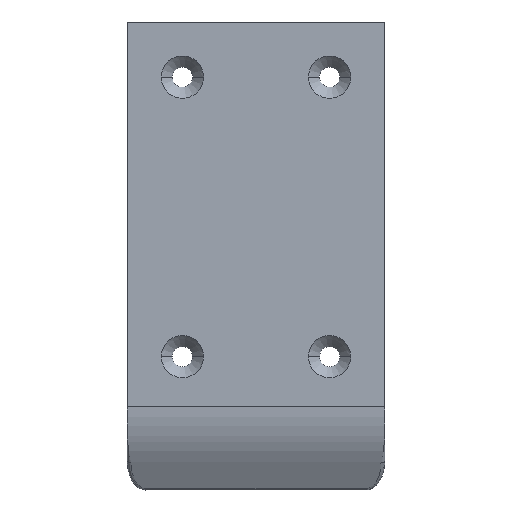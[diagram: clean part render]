
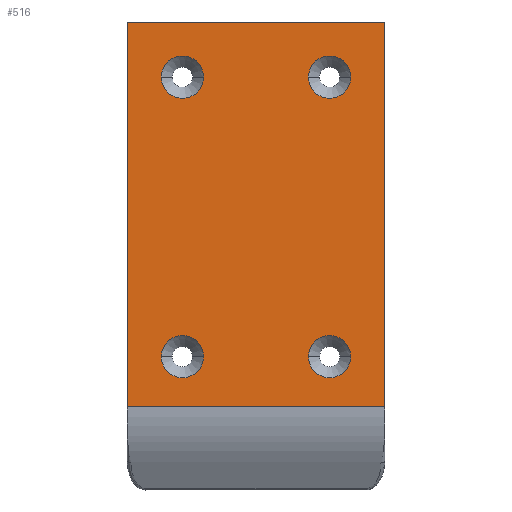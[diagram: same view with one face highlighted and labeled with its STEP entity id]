
A CAD part, front view. The second image highlights one B-rep face of the part: STEP entity #516.
In plain terms, the highlighted planar face has unit normal (0, -1, 0).
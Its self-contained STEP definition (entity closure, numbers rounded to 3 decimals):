
#1=DIRECTION('',(1.,0.,0.));
#2=VECTOR('',#1,70.);
#3=CARTESIAN_POINT('',(-35.,0.,-39.641));
#4=LINE('',#3,#2);
#5=DIRECTION('',(0.,0.,1.));
#6=VECTOR('',#5,104.641);
#7=CARTESIAN_POINT('',(-35.,0.,-39.641));
#8=LINE('',#7,#6);
#9=DIRECTION('',(1.,0.,0.));
#10=VECTOR('',#9,70.);
#11=CARTESIAN_POINT('',(-35.,0.,65.));
#12=LINE('',#11,#10);
#13=DIRECTION('',(0.,0.,-1.));
#14=VECTOR('',#13,104.641);
#15=CARTESIAN_POINT('',(35.,0.,65.));
#16=LINE('',#15,#14);
#17=CARTESIAN_POINT('',(20.,0.,-26.));
#18=DIRECTION('',(0.,-1.,0.));
#19=DIRECTION('',(-1.,0.,0.));
#20=AXIS2_PLACEMENT_3D('',#17,#18,#19);
#22=CARTESIAN_POINT('',(20.,0.,-26.));
#23=DIRECTION('',(0.,-1.,0.));
#24=DIRECTION('',(1.,0.,0.));
#25=AXIS2_PLACEMENT_3D('',#22,#23,#24);
#27=CARTESIAN_POINT('',(20.,0.,50.));
#28=DIRECTION('',(0.,-1.,0.));
#29=DIRECTION('',(-1.,0.,0.));
#30=AXIS2_PLACEMENT_3D('',#27,#28,#29);
#32=CARTESIAN_POINT('',(20.,0.,50.));
#33=DIRECTION('',(0.,-1.,0.));
#34=DIRECTION('',(1.,0.,0.));
#35=AXIS2_PLACEMENT_3D('',#32,#33,#34);
#37=CARTESIAN_POINT('',(-20.,0.,-26.));
#38=DIRECTION('',(0.,-1.,0.));
#39=DIRECTION('',(-1.,0.,0.));
#40=AXIS2_PLACEMENT_3D('',#37,#38,#39);
#42=CARTESIAN_POINT('',(-20.,0.,-26.));
#43=DIRECTION('',(0.,-1.,0.));
#44=DIRECTION('',(1.,0.,0.));
#45=AXIS2_PLACEMENT_3D('',#42,#43,#44);
#47=CARTESIAN_POINT('',(-20.,0.,50.));
#48=DIRECTION('',(0.,-1.,0.));
#49=DIRECTION('',(-1.,0.,0.));
#50=AXIS2_PLACEMENT_3D('',#47,#48,#49);
#52=CARTESIAN_POINT('',(-20.,0.,50.));
#53=DIRECTION('',(0.,-1.,0.));
#54=DIRECTION('',(1.,0.,0.));
#55=AXIS2_PLACEMENT_3D('',#52,#53,#54);
#391=CARTESIAN_POINT('',(-35.,0.,65.));
#392=CARTESIAN_POINT('',(35.,0.,65.));
#393=VERTEX_POINT('',#391);
#394=VERTEX_POINT('',#392);
#403=CARTESIAN_POINT('',(35.,0.,-39.641));
#405=VERTEX_POINT('',#403);
#412=CARTESIAN_POINT('',(-35.,0.,-39.641));
#414=VERTEX_POINT('',#412);
#433=CARTESIAN_POINT('',(14.25,0.,-26.));
#434=CARTESIAN_POINT('',(25.75,0.,-26.));
#435=VERTEX_POINT('',#433);
#436=VERTEX_POINT('',#434);
#445=CARTESIAN_POINT('',(14.25,0.,50.));
#446=CARTESIAN_POINT('',(25.75,0.,50.));
#447=VERTEX_POINT('',#445);
#448=VERTEX_POINT('',#446);
#457=CARTESIAN_POINT('',(-25.75,0.,-26.));
#458=CARTESIAN_POINT('',(-14.25,0.,-26.));
#459=VERTEX_POINT('',#457);
#460=VERTEX_POINT('',#458);
#469=CARTESIAN_POINT('',(-25.75,0.,50.));
#470=CARTESIAN_POINT('',(-14.25,0.,50.));
#471=VERTEX_POINT('',#469);
#472=VERTEX_POINT('',#470);
#477=CARTESIAN_POINT('',(0.,0.,0.));
#478=DIRECTION('',(0.,1.,0.));
#479=DIRECTION('',(1.,0.,0.));
#480=AXIS2_PLACEMENT_3D('',#477,#478,#479);
#481=PLANE('',#480);
#483=ORIENTED_EDGE('',*,*,#482,.F.);
#485=ORIENTED_EDGE('',*,*,#484,.T.);
#487=ORIENTED_EDGE('',*,*,#486,.T.);
#489=ORIENTED_EDGE('',*,*,#488,.T.);
#490=EDGE_LOOP('',(#483,#485,#487,#489));
#491=FACE_OUTER_BOUND('',#490,.F.);
#493=ORIENTED_EDGE('',*,*,#492,.T.);
#495=ORIENTED_EDGE('',*,*,#494,.T.);
#496=EDGE_LOOP('',(#493,#495));
#497=FACE_BOUND('',#496,.F.);
#499=ORIENTED_EDGE('',*,*,#498,.T.);
#501=ORIENTED_EDGE('',*,*,#500,.T.);
#502=EDGE_LOOP('',(#499,#501));
#503=FACE_BOUND('',#502,.F.);
#505=ORIENTED_EDGE('',*,*,#504,.T.);
#507=ORIENTED_EDGE('',*,*,#506,.T.);
#508=EDGE_LOOP('',(#505,#507));
#509=FACE_BOUND('',#508,.F.);
#511=ORIENTED_EDGE('',*,*,#510,.T.);
#513=ORIENTED_EDGE('',*,*,#512,.T.);
#514=EDGE_LOOP('',(#511,#513));
#515=FACE_BOUND('',#514,.F.);
#516=ADVANCED_FACE('',(#491,#497,#503,#509,#515),#481,.F.);
#21=CIRCLE('',#20,5.75);
#26=CIRCLE('',#25,5.75);
#31=CIRCLE('',#30,5.75);
#36=CIRCLE('',#35,5.75);
#41=CIRCLE('',#40,5.75);
#46=CIRCLE('',#45,5.75);
#51=CIRCLE('',#50,5.75);
#56=CIRCLE('',#55,5.75);
#482=EDGE_CURVE('',#414,#405,#4,.T.);
#484=EDGE_CURVE('',#414,#393,#8,.T.);
#486=EDGE_CURVE('',#393,#394,#12,.T.);
#488=EDGE_CURVE('',#394,#405,#16,.T.);
#492=EDGE_CURVE('',#435,#436,#21,.T.);
#494=EDGE_CURVE('',#436,#435,#26,.T.);
#498=EDGE_CURVE('',#447,#448,#31,.T.);
#500=EDGE_CURVE('',#448,#447,#36,.T.);
#504=EDGE_CURVE('',#459,#460,#41,.T.);
#506=EDGE_CURVE('',#460,#459,#46,.T.);
#510=EDGE_CURVE('',#471,#472,#51,.T.);
#512=EDGE_CURVE('',#472,#471,#56,.T.);
